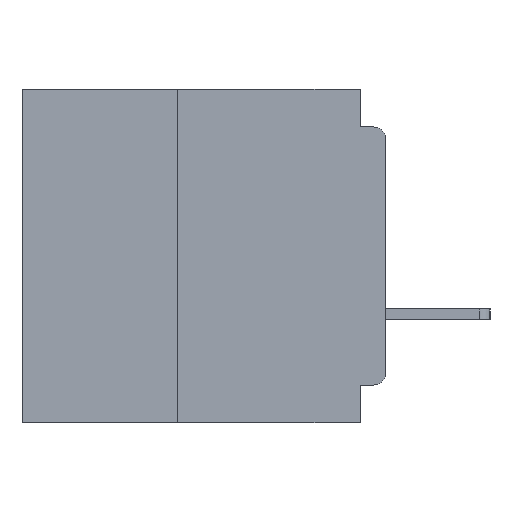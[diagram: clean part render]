
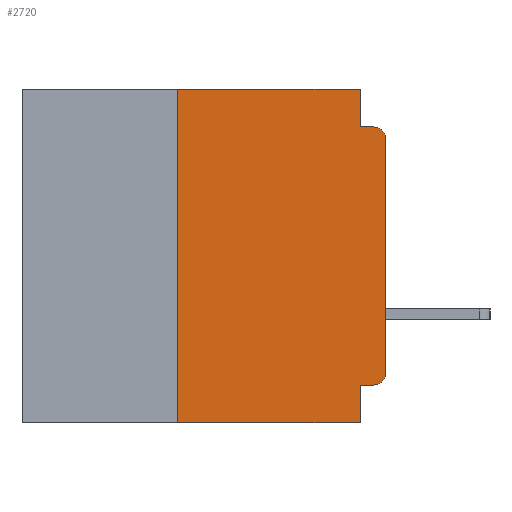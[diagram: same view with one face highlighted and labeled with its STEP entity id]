
A CAD part, left-side view. The second image highlights one B-rep face of the part: STEP entity #2720.
In plain terms, the highlighted planar face has unit normal (-1, 0, 0).
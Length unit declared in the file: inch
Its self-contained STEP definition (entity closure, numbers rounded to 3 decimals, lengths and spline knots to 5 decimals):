
#67 = VERTEX_POINT ( 'NONE', #42008 ) ;
#2050 = LINE ( 'NONE', #11436, #19850 ) ;
#2145 = CARTESIAN_POINT ( 'NONE',  ( 0., 0.015, -0.06 ) ) ;
#2579 = EDGE_LOOP ( 'NONE', ( #26454, #27570, #22595, #7222, #10556, #41823, #42922, #28736, #34210, #36415 ) ) ;
#2720 = ADVANCED_FACE ( 'NONE', ( #16800 ), #40405, .F. ) ;
#3189 = LINE ( 'NONE', #28816, #39568 ) ;
#4682 = EDGE_CURVE ( 'NONE', #67, #45467, #32695, .T. ) ;
#5247 = DIRECTION ( 'NONE',  ( 0., 0., 1. ) ) ;
#5451 = EDGE_CURVE ( 'NONE', #16512, #12590, #11166, .T. ) ;
#5797 = DIRECTION ( 'NONE',  ( 0., 0., -1. ) ) ;
#7222 = ORIENTED_EDGE ( 'NONE', *, *, #37636, .F. ) ;
#7585 = LINE ( 'NONE', #20514, #42682 ) ;
#8439 = DIRECTION ( 'NONE',  ( 0., 0., 1. ) ) ;
#9060 = VERTEX_POINT ( 'NONE', #37568 ) ;
#9837 = CIRCLE ( 'NONE', #22852, 0.015 ) ;
#10206 = VECTOR ( 'NONE', #8439, 39.37008 ) ;
#10556 = ORIENTED_EDGE ( 'NONE', *, *, #31931, .F. ) ;
#10705 = EDGE_CURVE ( 'NONE', #45467, #25118, #38191, .T. ) ;
#11166 = LINE ( 'NONE', #38368, #28766 ) ;
#11436 = CARTESIAN_POINT ( 'NONE',  ( 0., 0.437, -0.4 ) ) ;
#11475 = VECTOR ( 'NONE', #17089, 39.37008 ) ;
#12590 = VERTEX_POINT ( 'NONE', #43252 ) ;
#12678 = CARTESIAN_POINT ( 'NONE',  ( 0., 0.015, -0.34 ) ) ;
#13530 = CARTESIAN_POINT ( 'NONE',  ( 0., 0.031, -0.355 ) ) ;
#14260 = CARTESIAN_POINT ( 'NONE',  ( 0., 0.25, -0.4 ) ) ;
#14986 = DIRECTION ( 'NONE',  ( 0., -1., 0. ) ) ;
#15059 = CARTESIAN_POINT ( 'NONE',  ( 0., 0.031, 0. ) ) ;
#16224 = DIRECTION ( 'NONE',  ( 0., 0., -1. ) ) ;
#16512 = VERTEX_POINT ( 'NONE', #30662 ) ;
#16800 = FACE_OUTER_BOUND ( 'NONE', #2579, .T. ) ;
#17089 = DIRECTION ( 'NONE',  ( 0., 0., -1. ) ) ;
#19850 = VECTOR ( 'NONE', #14986, 39.37008 ) ;
#20514 = CARTESIAN_POINT ( 'NONE',  ( 0., 0.031, -0.4 ) ) ;
#21429 = CARTESIAN_POINT ( 'NONE',  ( 0., 0., -0.34 ) ) ;
#21431 = AXIS2_PLACEMENT_3D ( 'NONE', #12678, #37203, #16224 ) ;
#22595 = ORIENTED_EDGE ( 'NONE', *, *, #5451, .F. ) ;
#22852 = AXIS2_PLACEMENT_3D ( 'NONE', #2145, #26891, #5797 ) ;
#24611 = VECTOR ( 'NONE', #32107, 39.37008 ) ;
#25118 = VERTEX_POINT ( 'NONE', #42722 ) ;
#25533 = EDGE_CURVE ( 'NONE', #37084, #43359, #7585, .T. ) ;
#25884 = CARTESIAN_POINT ( 'NONE',  ( 0., 0.031, -0.4 ) ) ;
#25932 = VERTEX_POINT ( 'NONE', #15059 ) ;
#26027 = AXIS2_PLACEMENT_3D ( 'NONE', #41191, #40251, #40201 ) ;
#26454 = ORIENTED_EDGE ( 'NONE', *, *, #10705, .T. ) ;
#26891 = DIRECTION ( 'NONE',  ( -1., 0., 0. ) ) ;
#27570 = ORIENTED_EDGE ( 'NONE', *, *, #37484, .T. ) ;
#28130 = LINE ( 'NONE', #14260, #36358 ) ;
#28435 = CARTESIAN_POINT ( 'NONE',  ( 0., 0., -0.355 ) ) ;
#28736 = ORIENTED_EDGE ( 'NONE', *, *, #25533, .F. ) ;
#28766 = VECTOR ( 'NONE', #35050, 39.37008 ) ;
#28816 = CARTESIAN_POINT ( 'NONE',  ( 0., 0.437, 0. ) ) ;
#30190 = LINE ( 'NONE', #41577, #11475 ) ;
#30662 = CARTESIAN_POINT ( 'NONE',  ( 0., 0.031, -0.045 ) ) ;
#31931 = EDGE_CURVE ( 'NONE', #45388, #25932, #3189, .T. ) ;
#31965 = EDGE_CURVE ( 'NONE', #9060, #43359, #2050, .T. ) ;
#32107 = DIRECTION ( 'NONE',  ( 0., 1., 0. ) ) ;
#32695 = CIRCLE ( 'NONE', #21431, 0.015 ) ;
#33017 = CARTESIAN_POINT ( 'NONE',  ( 0., 0., 0. ) ) ;
#34210 = ORIENTED_EDGE ( 'NONE', *, *, #45655, .F. ) ;
#34471 = DIRECTION ( 'NONE',  ( 0., 0., -1. ) ) ;
#35050 = DIRECTION ( 'NONE',  ( 0., -1., 0. ) ) ;
#35113 = LINE ( 'NONE', #28435, #24611 ) ;
#35856 = DIRECTION ( 'NONE',  ( 0., -1., 0. ) ) ;
#35998 = EDGE_CURVE ( 'NONE', #9060, #45388, #28130, .T. ) ;
#36358 = VECTOR ( 'NONE', #5247, 39.37008 ) ;
#36415 = ORIENTED_EDGE ( 'NONE', *, *, #4682, .T. ) ;
#37084 = VERTEX_POINT ( 'NONE', #13530 ) ;
#37203 = DIRECTION ( 'NONE',  ( -1., 0., 0. ) ) ;
#37484 = EDGE_CURVE ( 'NONE', #25118, #12590, #9837, .T. ) ;
#37568 = CARTESIAN_POINT ( 'NONE',  ( 0., 0.25, -0.4 ) ) ;
#37636 = EDGE_CURVE ( 'NONE', #25932, #16512, #30190, .T. ) ;
#38191 = LINE ( 'NONE', #33017, #10206 ) ;
#38368 = CARTESIAN_POINT ( 'NONE',  ( 0., 0., -0.045 ) ) ;
#38426 = CARTESIAN_POINT ( 'NONE',  ( 0., 0.25, 0. ) ) ;
#39568 = VECTOR ( 'NONE', #35856, 39.37008 ) ;
#40201 = DIRECTION ( 'NONE',  ( 0., 0., -1. ) ) ;
#40251 = DIRECTION ( 'NONE',  ( 1., 0., 0. ) ) ;
#40405 = PLANE ( 'NONE',  #26027 ) ;
#41191 = CARTESIAN_POINT ( 'NONE',  ( 0., 0.437, 0. ) ) ;
#41577 = CARTESIAN_POINT ( 'NONE',  ( 0., 0.031, 0. ) ) ;
#41823 = ORIENTED_EDGE ( 'NONE', *, *, #35998, .F. ) ;
#42008 = CARTESIAN_POINT ( 'NONE',  ( 0., 0.015, -0.355 ) ) ;
#42682 = VECTOR ( 'NONE', #34471, 39.37008 ) ;
#42722 = CARTESIAN_POINT ( 'NONE',  ( 0., 0., -0.06 ) ) ;
#42922 = ORIENTED_EDGE ( 'NONE', *, *, #31965, .T. ) ;
#43252 = CARTESIAN_POINT ( 'NONE',  ( 0., 0.015, -0.045 ) ) ;
#43359 = VERTEX_POINT ( 'NONE', #25884 ) ;
#45388 = VERTEX_POINT ( 'NONE', #38426 ) ;
#45467 = VERTEX_POINT ( 'NONE', #21429 ) ;
#45655 = EDGE_CURVE ( 'NONE', #67, #37084, #35113, .T. ) ;
